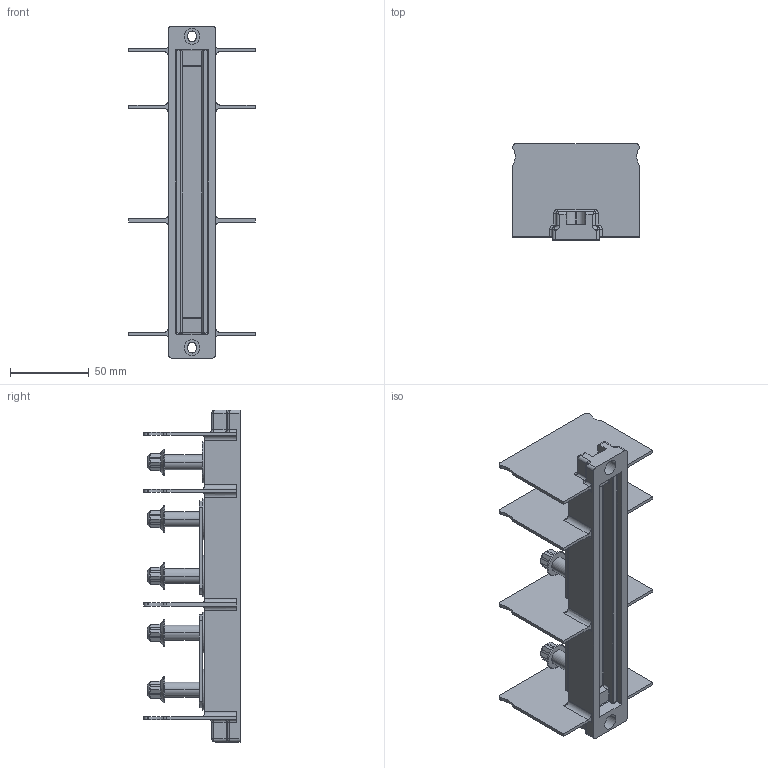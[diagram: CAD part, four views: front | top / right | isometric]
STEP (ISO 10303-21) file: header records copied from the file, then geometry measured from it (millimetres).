
FILE_DESCRIPTION((''),'2;1');
FILE_NAME('32429051001','2019-09-24T',('presta_be4'),(''),'PRO/ENGINEER BY PARAMETRIC TECHNOLOGY CORPORATION, 2014310','PRO/ENGINEER BY PARAMETRIC TECHNOLOGY CORPORATION, 2014310','');
FILE_SCHEMA(('CONFIG_CONTROL_DESIGN'));
Length unit declared in the file: millimetre
Products named in the file (1): 32429051001
Bounding box: 80 x 60.8 x 210.2 mm (x, y, z)
Volume: 156548.8 mm3; surface area: 72430.3 mm2
Topology: 1 solids, 1 shells, 546 faces, 1447 edges, 924 vertices
Faces by surface type: plane 241, cylinder 198, cone 54, bspline 31, torus 22
Entity records: 24666 total; most frequent: CARTESIAN_POINT 11506, ORIENTED_EDGE 2886, DIRECTION 2571, EDGE_CURVE 1443, AXIS2_PLACEMENT_3D 943, VERTEX_POINT 924, VECTOR 685, LINE 685
